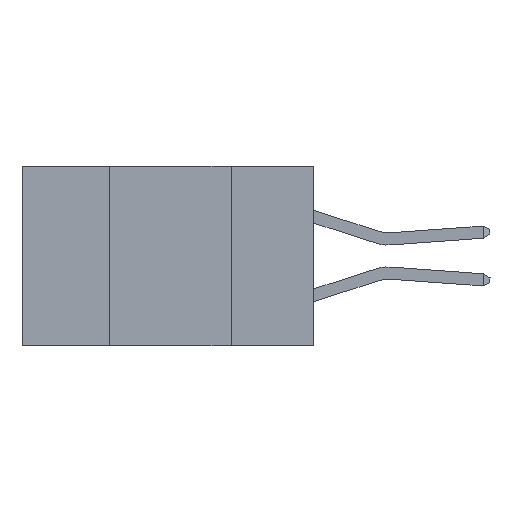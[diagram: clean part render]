
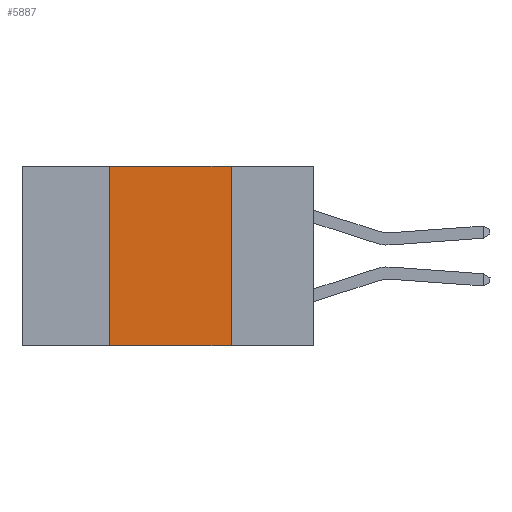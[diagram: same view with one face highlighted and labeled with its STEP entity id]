
A CAD part, left-side view. The second image highlights one B-rep face of the part: STEP entity #5887.
In plain terms, the highlighted planar face has unit normal (-1, 0, 0).
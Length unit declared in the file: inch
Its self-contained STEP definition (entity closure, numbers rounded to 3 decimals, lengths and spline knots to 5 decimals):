
#32 = LINE ( 'NONE', #4157, #1870 ) ;
#100 = CARTESIAN_POINT ( 'NONE',  ( 0., 0.42, 0. ) ) ;
#125 = CARTESIAN_POINT ( 'NONE',  ( 0., 0.17, 0. ) ) ;
#174 = EDGE_CURVE ( 'NONE', #4487, #6396, #391, .T. ) ;
#391 = LINE ( 'NONE', #3210, #2492 ) ;
#636 = CARTESIAN_POINT ( 'NONE',  ( 0., 0.17, -0.37 ) ) ;
#910 = VECTOR ( 'NONE', #958, 39.37008 ) ;
#958 = DIRECTION ( 'NONE',  ( 0., 0., -1. ) ) ;
#1184 = DIRECTION ( 'NONE',  ( 0., -1., 0. ) ) ;
#1557 = VECTOR ( 'NONE', #1184, 39.37008 ) ;
#1702 = EDGE_LOOP ( 'NONE', ( #8783, #1719, #2071, #2441 ) ) ;
#1719 = ORIENTED_EDGE ( 'NONE', *, *, #6711, .F. ) ;
#1803 = FACE_OUTER_BOUND ( 'NONE', #1702, .T. ) ;
#1870 = VECTOR ( 'NONE', #4843, 39.37008 ) ;
#1906 = CARTESIAN_POINT ( 'NONE',  ( 0., 0.6, 0. ) ) ;
#2071 = ORIENTED_EDGE ( 'NONE', *, *, #8369, .F. ) ;
#2441 = ORIENTED_EDGE ( 'NONE', *, *, #174, .T. ) ;
#2492 = VECTOR ( 'NONE', #3240, 39.37008 ) ;
#2578 = DIRECTION ( 'NONE',  ( 0., 0., -1. ) ) ;
#2582 = DIRECTION ( 'NONE',  ( 1., 0., 0. ) ) ;
#2618 = CARTESIAN_POINT ( 'NONE',  ( 0., 0.6, 0. ) ) ;
#2679 = PLANE ( 'NONE',  #6426 ) ;
#2953 = LINE ( 'NONE', #125, #910 ) ;
#3210 = CARTESIAN_POINT ( 'NONE',  ( 0., 0.6, -0.37 ) ) ;
#3240 = DIRECTION ( 'NONE',  ( 0., -1., 0. ) ) ;
#4157 = CARTESIAN_POINT ( 'NONE',  ( 0., 0.42, 0. ) ) ;
#4487 = VERTEX_POINT ( 'NONE', #6731 ) ;
#4843 = DIRECTION ( 'NONE',  ( 0., 0., 1. ) ) ;
#5887 = ADVANCED_FACE ( 'NONE', ( #1803 ), #2679, .F. ) ;
#6396 = VERTEX_POINT ( 'NONE', #636 ) ;
#6426 = AXIS2_PLACEMENT_3D ( 'NONE', #2618, #2582, #2578 ) ;
#6431 = VERTEX_POINT ( 'NONE', #100 ) ;
#6637 = CARTESIAN_POINT ( 'NONE',  ( 0., 0.17, 0. ) ) ;
#6711 = EDGE_CURVE ( 'NONE', #6431, #8824, #7469, .T. ) ;
#6731 = CARTESIAN_POINT ( 'NONE',  ( 0., 0.42, -0.37 ) ) ;
#7469 = LINE ( 'NONE', #1906, #1557 ) ;
#8369 = EDGE_CURVE ( 'NONE', #4487, #6431, #32, .T. ) ;
#8783 = ORIENTED_EDGE ( 'NONE', *, *, #8937, .F. ) ;
#8824 = VERTEX_POINT ( 'NONE', #6637 ) ;
#8937 = EDGE_CURVE ( 'NONE', #8824, #6396, #2953, .T. ) ;
